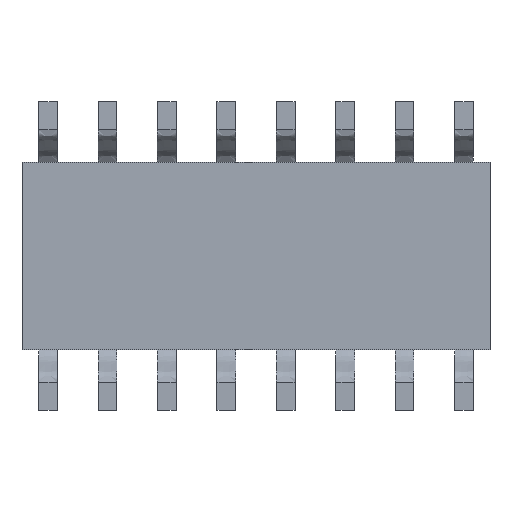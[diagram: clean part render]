
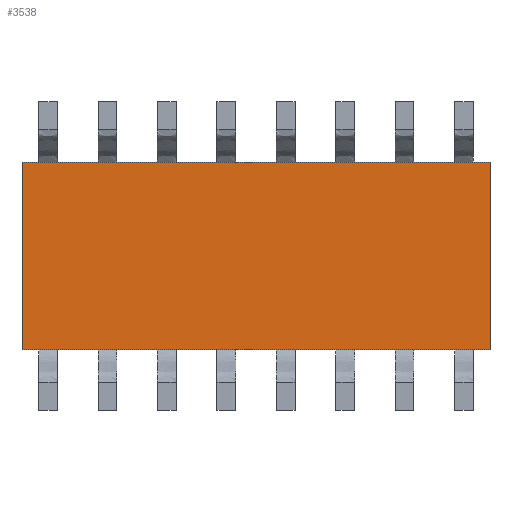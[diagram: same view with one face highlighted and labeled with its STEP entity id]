
A CAD part, front view. The second image highlights one B-rep face of the part: STEP entity #3538.
In plain terms, the highlighted planar face has unit normal (0, -1, 0).
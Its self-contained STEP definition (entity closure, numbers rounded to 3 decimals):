
#121 = VERTEX_POINT ( 'NONE', #2182 ) ;
#306 = LINE ( 'NONE', #4702, #6596 ) ;
#433 = DIRECTION ( 'NONE',  ( 0., 0., 1. ) ) ;
#560 = FACE_OUTER_BOUND ( 'NONE', #6260, .T. ) ;
#721 = ORIENTED_EDGE ( 'NONE', *, *, #5853, .F. ) ;
#914 = ORIENTED_EDGE ( 'NONE', *, *, #6767, .F. ) ;
#1227 = CARTESIAN_POINT ( 'NONE',  ( -5., 0.2, -2. ) ) ;
#1427 = VECTOR ( 'NONE', #2948, 1000. ) ;
#1682 = CARTESIAN_POINT ( 'NONE',  ( -5., 0.2, 2. ) ) ;
#1844 = DIRECTION ( 'NONE',  ( -1., 0., 0. ) ) ;
#2182 = CARTESIAN_POINT ( 'NONE',  ( -5., 0.2, 2. ) ) ;
#2303 = CARTESIAN_POINT ( 'NONE',  ( 5., 0.2, 2. ) ) ;
#2592 = VECTOR ( 'NONE', #7823, 1000. ) ;
#2670 = VERTEX_POINT ( 'NONE', #1227 ) ;
#2948 = DIRECTION ( 'NONE',  ( 1., 0., 0. ) ) ;
#3538 = ADVANCED_FACE ( 'NONE', ( #560 ), #7746, .F. ) ;
#3554 = CARTESIAN_POINT ( 'NONE',  ( 5., 0.2, -2. ) ) ;
#3875 = EDGE_CURVE ( 'NONE', #2670, #121, #7071, .T. ) ;
#3898 = EDGE_CURVE ( 'NONE', #121, #6632, #5710, .T. ) ;
#3920 = VERTEX_POINT ( 'NONE', #3554 ) ;
#4128 = ORIENTED_EDGE ( 'NONE', *, *, #3875, .F. ) ;
#4388 = AXIS2_PLACEMENT_3D ( 'NONE', #6368, #4543, #433 ) ;
#4543 = DIRECTION ( 'NONE',  ( 0., 1., 0. ) ) ;
#4674 = DIRECTION ( 'NONE',  ( 0., 0., -1. ) ) ;
#4685 = CARTESIAN_POINT ( 'NONE',  ( 5., 0.2, 2. ) ) ;
#4702 = CARTESIAN_POINT ( 'NONE',  ( 5., 0.2, 2. ) ) ;
#4963 = LINE ( 'NONE', #6037, #7861 ) ;
#5271 = ORIENTED_EDGE ( 'NONE', *, *, #3898, .F. ) ;
#5710 = LINE ( 'NONE', #2303, #1427 ) ;
#5853 = EDGE_CURVE ( 'NONE', #6632, #3920, #306, .T. ) ;
#6037 = CARTESIAN_POINT ( 'NONE',  ( 5., 0.2, -2. ) ) ;
#6260 = EDGE_LOOP ( 'NONE', ( #721, #5271, #4128, #914 ) ) ;
#6368 = CARTESIAN_POINT ( 'NONE',  ( 5., 0.2, 2. ) ) ;
#6596 = VECTOR ( 'NONE', #4674, 1000. ) ;
#6632 = VERTEX_POINT ( 'NONE', #4685 ) ;
#6767 = EDGE_CURVE ( 'NONE', #3920, #2670, #4963, .T. ) ;
#7071 = LINE ( 'NONE', #1682, #2592 ) ;
#7746 = PLANE ( 'NONE',  #4388 ) ;
#7823 = DIRECTION ( 'NONE',  ( 0., 0., 1. ) ) ;
#7861 = VECTOR ( 'NONE', #1844, 1000. ) ;
